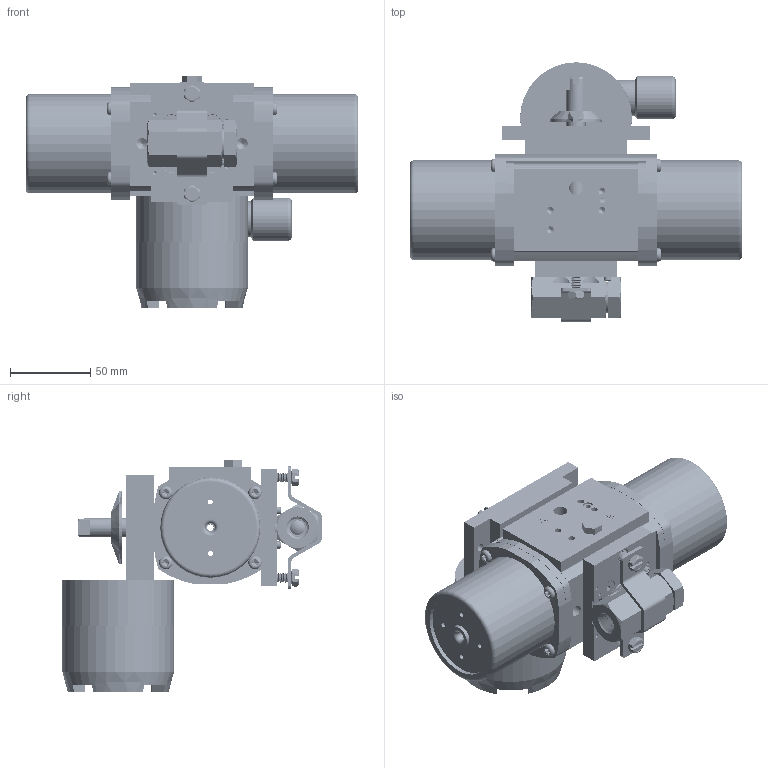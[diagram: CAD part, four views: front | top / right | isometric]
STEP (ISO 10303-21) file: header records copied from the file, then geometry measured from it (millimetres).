
FILE_DESCRIPTION (( 'STEP AP203' ), '1' );
FILE_NAME ('84MXXA512SRLS.step', '2018-03-13T16:04:16', ( '' ), ( '' ), 'SwSTEP 2.0', 'SolidWorks 2017', '' );
FILE_SCHEMA (( 'CONFIG_CONTROL_DESIGN' ));
Length unit declared in the file: inch
Products named in the file (1): 84MXXA512SRLS
Bounding box: 206.38 x 161.26 x 144.65 mm (x, y, z)
Volume: 657155.4 mm3; surface area: 275822.3 mm2
Topology: 50 solids, 50 shells, 4203 faces, 11137 edges, 7017 vertices
Faces by surface type: cylinder 2192, cone 1051, plane 644, bspline 184, torus 126, sphere 6
Entity records: 211934 total; most frequent: CARTESIAN_POINT 114121, ORIENTED_EDGE 22010, DIRECTION 19618, EDGE_CURVE 11005, AXIS2_PLACEMENT_3D 7751, VERTEX_POINT 7013, EDGE_LOOP 4502, ADVANCED_FACE 4203
